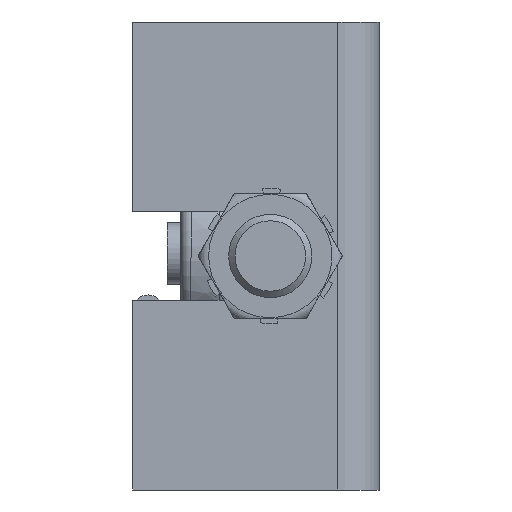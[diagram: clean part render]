
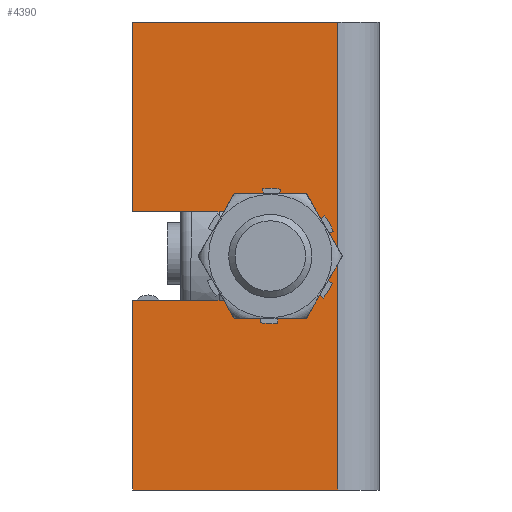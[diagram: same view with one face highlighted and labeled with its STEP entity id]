
A CAD part, front view. The second image highlights one B-rep face of the part: STEP entity #4390.
In plain terms, the highlighted planar face has unit normal (0, -1, 0).
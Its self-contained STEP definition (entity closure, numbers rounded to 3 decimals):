
#349=CIRCLE('',#4810,8.5);
#736=FACE_OUTER_BOUND('',#989,.T.);
#989=EDGE_LOOP('',(#3077,#3078,#3079,#3080,#3081,#3082,#3083,#3084));
#1271=LINE('',#7064,#1546);
#1274=LINE('',#7072,#1549);
#1276=LINE('',#7076,#1551);
#1279=LINE('',#7081,#1554);
#1289=LINE('',#7110,#1564);
#1296=LINE('',#7135,#1571);
#1297=LINE('',#7136,#1572);
#1546=VECTOR('',#5515,10.);
#1549=VECTOR('',#5524,10.);
#1551=VECTOR('',#5528,10.);
#1554=VECTOR('',#5533,10.);
#1564=VECTOR('',#5557,10.);
#1571=VECTOR('',#5588,10.);
#1572=VECTOR('',#5589,10.);
#1816=VERTEX_POINT('',#7061);
#1817=VERTEX_POINT('',#7063);
#1818=VERTEX_POINT('',#7067);
#1819=VERTEX_POINT('',#7071);
#1820=VERTEX_POINT('',#7075);
#1821=VERTEX_POINT('',#7079);
#1833=VERTEX_POINT('',#7108);
#1839=VERTEX_POINT('',#7134);
#2305=EDGE_CURVE('',#1817,#1816,#1271,.T.);
#2307=EDGE_CURVE('',#1818,#1817,#349,.T.);
#2309=EDGE_CURVE('',#1819,#1818,#1274,.T.);
#2311=EDGE_CURVE('',#1820,#1819,#1276,.T.);
#2314=EDGE_CURVE('',#1816,#1821,#1279,.T.);
#2328=EDGE_CURVE('',#1821,#1833,#1289,.T.);
#2341=EDGE_CURVE('',#1839,#1833,#1296,.T.);
#2342=EDGE_CURVE('',#1820,#1839,#1297,.T.);
#3077=ORIENTED_EDGE('',*,*,#2305,.T.);
#3078=ORIENTED_EDGE('',*,*,#2314,.T.);
#3079=ORIENTED_EDGE('',*,*,#2328,.T.);
#3080=ORIENTED_EDGE('',*,*,#2341,.F.);
#3081=ORIENTED_EDGE('',*,*,#2342,.F.);
#3082=ORIENTED_EDGE('',*,*,#2311,.T.);
#3083=ORIENTED_EDGE('',*,*,#2309,.T.);
#3084=ORIENTED_EDGE('',*,*,#2307,.T.);
#4280=PLANE('',#4832);
#4390=ADVANCED_FACE('',(#736),#4280,.T.);
#4810=AXIS2_PLACEMENT_3D('',#7068,#5519,#5520);
#4832=AXIS2_PLACEMENT_3D('',#7133,#5586,#5587);
#5515=DIRECTION('',(1.,0.,0.));
#5519=DIRECTION('center_axis',(0.,1.,0.));
#5520=DIRECTION('ref_axis',(1.,0.,0.));
#5524=DIRECTION('',(-1.,0.,0.));
#5528=DIRECTION('',(0.,0.,1.));
#5533=DIRECTION('',(0.,0.,1.));
#5557=DIRECTION('',(-1.,0.,0.));
#5586=DIRECTION('center_axis',(0.,-1.,0.));
#5587=DIRECTION('ref_axis',(0.,0.,-1.));
#5588=DIRECTION('',(0.,0.,1.));
#5589=DIRECTION('',(-1.,0.,0.));
#7061=CARTESIAN_POINT('',(0.,0.,53.5));
#7063=CARTESIAN_POINT('',(-26.5,0.,53.5));
#7064=CARTESIAN_POINT('',(0.,0.,53.5));
#7067=CARTESIAN_POINT('',(-26.5,0.,36.5));
#7068=CARTESIAN_POINT('Origin',(-26.5,0.,45.));
#7071=CARTESIAN_POINT('',(0.,0.,36.5));
#7072=CARTESIAN_POINT('',(-13.25,0.,36.5));
#7075=CARTESIAN_POINT('',(0.,0.,0.));
#7076=CARTESIAN_POINT('',(0.,0.,0.));
#7079=CARTESIAN_POINT('',(0.,0.,90.));
#7081=CARTESIAN_POINT('',(0.,0.,0.));
#7108=CARTESIAN_POINT('',(-39.5,0.,90.));
#7110=CARTESIAN_POINT('',(0.,0.,90.));
#7133=CARTESIAN_POINT('Origin',(0.,0.,0.));
#7134=CARTESIAN_POINT('',(-39.5,0.,0.));
#7135=CARTESIAN_POINT('',(-39.5,0.,0.));
#7136=CARTESIAN_POINT('',(0.,0.,0.));
